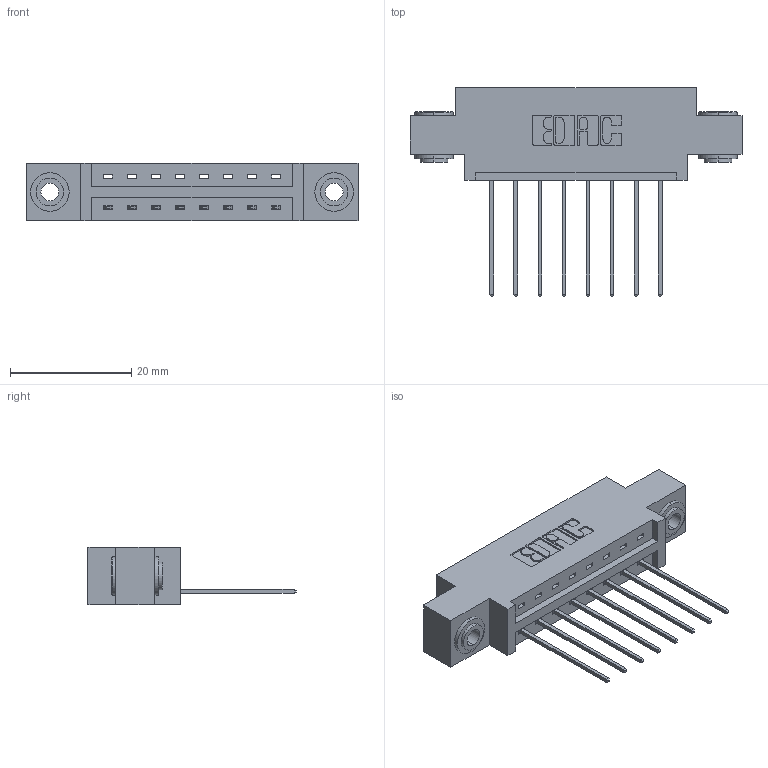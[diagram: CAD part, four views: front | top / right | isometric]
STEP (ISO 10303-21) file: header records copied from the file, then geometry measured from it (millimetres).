
FILE_DESCRIPTION (( 'STEP AP203' ), '1' );
FILE_NAME ('337-008-541-603.STEP', '2018-08-03T21:29:25', ( '' ), ( '' ), 'SwSTEP 2.0', 'SolidWorks 2016', '' );
FILE_SCHEMA (( 'CONFIG_CONTROL_DESIGN' ));
Length unit declared in the file: inch
Products named in the file (4): 337 Part_0.170 Offset - 0.156 Dia-TH; 345-292-001_345-293-141; 345-250-002_345-250-002-102; 337-008-541-603
Assembly tree (11 placements, depth 2):
  337-008-541-603
    337 Part_0.170 Offset - 0.156 Dia-TH
    345-292-001_345-293-141  x8
    345-250-002_345-250-002-102  x2
Bounding box: 54.71 x 34.3 x 9.4 mm (x, y, z)
Volume: 5189.2 mm3; surface area: 5665 mm2
Topology: 11 solids, 11 shells, 652 faces, 1903 edges, 1254 vertices
Faces by surface type: plane 452, cylinder 192, cone 8
Entity records: 11144 total; most frequent: CARTESIAN_POINT 1917, ORIENTED_EDGE 1854, DIRECTION 1717, EDGE_CURVE 927, LINE 775, VECTOR 775, VERTEX_POINT 614, AXIS2_PLACEMENT_3D 471
